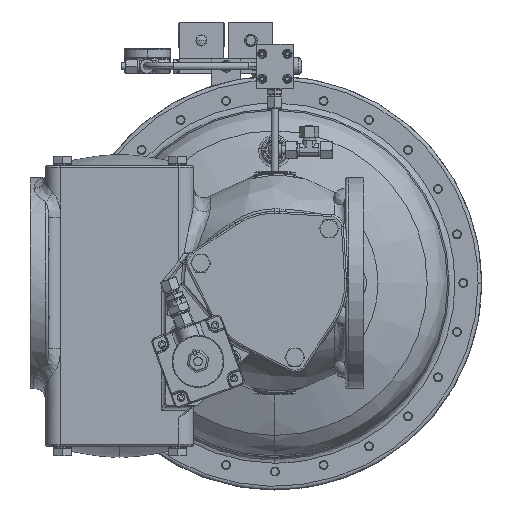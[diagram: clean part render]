
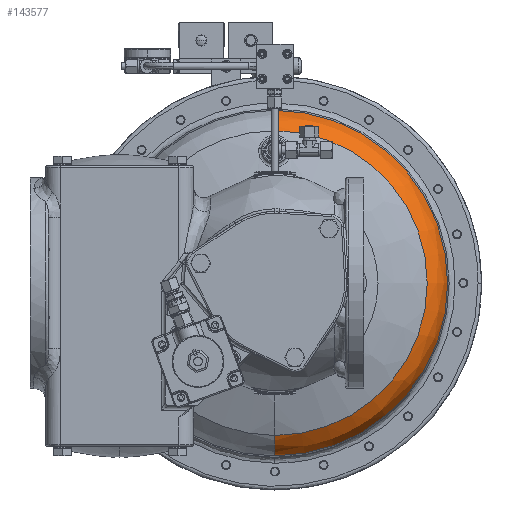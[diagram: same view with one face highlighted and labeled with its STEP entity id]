
A CAD part, front view. The second image highlights one B-rep face of the part: STEP entity #143577.
In plain terms, the highlighted free-form (B-spline) face has degree [3, 3] with [4, 4] control points.
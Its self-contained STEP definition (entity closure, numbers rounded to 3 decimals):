
#1460 = VERTEX_POINT ( 'NONE', #96688 ) ;
#5965 = DIRECTION ( 'NONE',  ( 1., 0., 0. ) ) ;
#10286 = CARTESIAN_POINT ( 'NONE',  ( 412.471, 261.846, 206.236 ) ) ;
#17266 = EDGE_CURVE ( 'NONE', #132386, #87076, #84682, .T. ) ;
#19848 = ORIENTED_EDGE ( 'NONE', *, *, #17266, .F. ) ;
#23871 = CARTESIAN_POINT ( 'NONE',  ( 0., 306.937, 184.631 ) ) ;
#24041 = AXIS2_PLACEMENT_3D ( 'NONE', #204589, #45154, #44384 ) ;
#28990 = CARTESIAN_POINT ( 'NONE',  ( 0., 261.846, -206.236 ) ) ;
#37923 = CARTESIAN_POINT ( 'NONE',  ( 0., 261.846, -206.236 ) ) ;
#44384 = DIRECTION ( 'NONE',  ( 0., 0., 1. ) ) ;
#45154 = DIRECTION ( 'NONE',  ( 0., -1., 0. ) ) ;
#45234 = CIRCLE ( 'NONE', #191424, 50. ) ;
#46034 = ORIENTED_EDGE ( 'NONE', *, *, #78151, .T. ) ;
#46227 = CARTESIAN_POINT ( 'NONE',  ( 0., 268.953, -221.07 ) ) ;
#47599 = EDGE_LOOP ( 'NONE', ( #225176, #46034, #182291, #19848 ) ) ;
#54702 = EDGE_CURVE ( 'NONE', #1460, #132386, #149148, .T. ) ;
#59908 = DIRECTION ( 'NONE',  ( 0., -1., 0. ) ) ;
#78151 = EDGE_CURVE ( 'NONE', #1460, #133165, #166410, .T. ) ;
#80834 = CARTESIAN_POINT ( 'NONE',  ( 442.139, 268.953, -221.07 ) ) ;
#84682 = CIRCLE ( 'NONE', #155509, 206.236 ) ;
#87076 = VERTEX_POINT ( 'NONE', #104320 ) ;
#96688 = CARTESIAN_POINT ( 'NONE',  ( 0., 298.254, -233.871 ) ) ;
#98206 = CARTESIAN_POINT ( 'NONE',  ( 0., 298.254, -233.871 ) ) ;
#98981 = CARTESIAN_POINT ( 'NONE',  ( 467.742, 298.254, -233.871 ) ) ;
#99734 = CARTESIAN_POINT ( 'NONE',  ( 0., 282.055, 231.015 ) ) ;
#104320 = CARTESIAN_POINT ( 'NONE',  ( 0., 261.846, 206.236 ) ) ;
#117755 = CARTESIAN_POINT ( 'NONE',  ( 442.139, 268.953, 221.07 ) ) ;
#119043 = CARTESIAN_POINT ( 'NONE',  ( 0., 261.846, 0. ) ) ;
#125799 = DIRECTION ( 'NONE',  ( -1., 0., 0. ) ) ;
#132386 = VERTEX_POINT ( 'NONE', #37923 ) ;
#133165 = VERTEX_POINT ( 'NONE', #163564 ) ;
#133722 = DIRECTION ( 'NONE',  ( 0., 0., 1. ) ) ;
#134280 = CARTESIAN_POINT ( 'NONE',  ( 0., 268.953, 221.07 ) ) ;
#134527 = DIRECTION ( 'NONE',  ( 0., 0., 1. ) ) ;
#135779 = CARTESIAN_POINT ( 'NONE',  ( 462.029, 282.055, -231.015 ) ) ;
#143577 = ADVANCED_FACE ( 'NONE', ( #164548 ), #186713, .T. ) ;
#149148 = CIRCLE ( 'NONE', #197603, 50. ) ;
#152261 = CARTESIAN_POINT ( 'NONE',  ( 412.471, 261.846, -206.236 ) ) ;
#153027 = CARTESIAN_POINT ( 'NONE',  ( 0., 282.055, -231.015 ) ) ;
#155509 = AXIS2_PLACEMENT_3D ( 'NONE', #119043, #59908, #134527 ) ;
#160384 = CARTESIAN_POINT ( 'NONE',  ( 0., 306.937, -184.631 ) ) ;
#163564 = CARTESIAN_POINT ( 'NONE',  ( 0., 298.254, 233.871 ) ) ;
#164548 = FACE_OUTER_BOUND ( 'NONE', #47599, .T. ) ;
#166410 = CIRCLE ( 'NONE', #24041, 233.871 ) ;
#169650 = CARTESIAN_POINT ( 'NONE',  ( 0., 261.846, 206.236 ) ) ;
#182291 = ORIENTED_EDGE ( 'NONE', *, *, #187548, .T. ) ;
#186713 =( BOUNDED_SURFACE ( )  B_SPLINE_SURFACE ( 3, 3, ( 
 ( #207204, #225213, #98981, #98206 ),
 ( #99734, #188460, #135779, #153027 ),
 ( #134280, #117755, #80834, #46227 ),
 ( #169650, #10286, #152261, #28990 ) ),
 .UNSPECIFIED., .F., .F., .F. ) 
 B_SPLINE_SURFACE_WITH_KNOTS ( ( 4, 4 ),
 ( 4, 4 ),
 ( 0., 1. ),
 ( 0., 1. ),
 .UNSPECIFIED. ) 
 GEOMETRIC_REPRESENTATION_ITEM ( )  RATIONAL_B_SPLINE_SURFACE ( (
 ( 1., 0.333, 0.333, 1.),
 ( 0.926, 0.309, 0.309, 0.926),
 ( 0.926, 0.309, 0.309, 0.926),
 ( 1., 0.333, 0.333, 1.) ) ) 
 REPRESENTATION_ITEM ( '' )  SURFACE ( )  );
#187548 = EDGE_CURVE ( 'NONE', #133165, #87076, #45234, .T. ) ;
#188460 = CARTESIAN_POINT ( 'NONE',  ( 462.029, 282.055, 231.015 ) ) ;
#191424 = AXIS2_PLACEMENT_3D ( 'NONE', #23871, #5965, #133722 ) ;
#197603 = AXIS2_PLACEMENT_3D ( 'NONE', #160384, #125799, #197996 ) ;
#197996 = DIRECTION ( 'NONE',  ( 0., 0., -1. ) ) ;
#204589 = CARTESIAN_POINT ( 'NONE',  ( 0., 298.254, 0. ) ) ;
#207204 = CARTESIAN_POINT ( 'NONE',  ( 0., 298.254, 233.871 ) ) ;
#225176 = ORIENTED_EDGE ( 'NONE', *, *, #54702, .F. ) ;
#225213 = CARTESIAN_POINT ( 'NONE',  ( 467.742, 298.254, 233.871 ) ) ;
